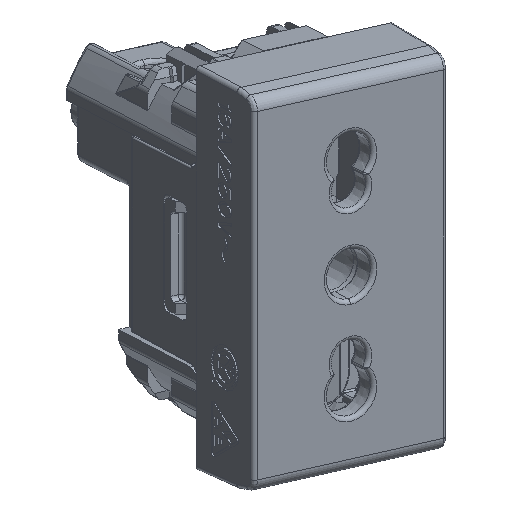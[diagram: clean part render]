
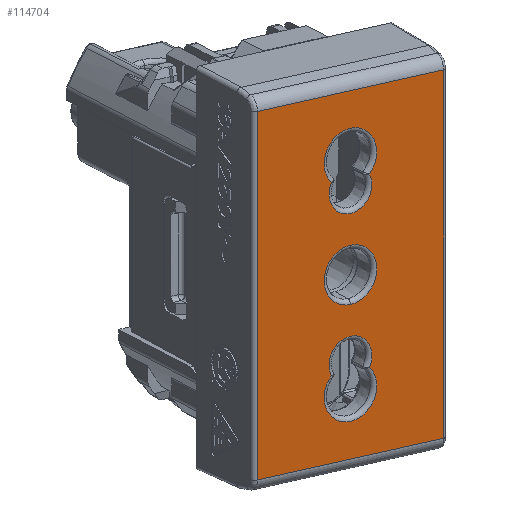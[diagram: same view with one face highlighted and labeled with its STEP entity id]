
A CAD part, top view. The second image highlights one B-rep face of the part: STEP entity #114704.
In plain terms, the highlighted face is planar.
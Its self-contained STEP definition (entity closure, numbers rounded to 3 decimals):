
#114361=CARTESIAN_POINT('Vertex',(20.466,11.638,10.5)) ;
#114368=CARTESIAN_POINT('Vertex',(-20.466,11.638,10.5)) ;
#114371=CARTESIAN_POINT('Line Origine',(0.,11.638,10.5)) ;
#114620=CARTESIAN_POINT('Axis2P3D Location',(22.45,0.,10.5)) ;
#114625=CARTESIAN_POINT('Line Origine',(-20.466,0.,10.5)) ;
#114629=CARTESIAN_POINT('Vertex',(-20.466,-11.638,10.5)) ;
#114632=CARTESIAN_POINT('Line Origine',(0.,-11.638,10.5)) ;
#114636=CARTESIAN_POINT('Vertex',(20.466,-11.638,10.5)) ;
#114639=CARTESIAN_POINT('Line Origine',(20.466,0.,10.5)) ;
#114650=CARTESIAN_POINT('Axis2P3D Location',(0.,0.,10.5)) ;
#114654=CARTESIAN_POINT('Vertex',(3.292,0.,10.5)) ;
#114656=CARTESIAN_POINT('Vertex',(-3.292,0.,10.5)) ;
#114659=CARTESIAN_POINT('Axis2P3D Location',(0.,0.,10.5)) ;
#114668=CARTESIAN_POINT('Axis2P3D Location',(-9.5,0.,10.5)) ;
#114672=CARTESIAN_POINT('Vertex',(-10.739,2.38,10.5)) ;
#114674=CARTESIAN_POINT('Vertex',(-10.739,-2.38,10.5)) ;
#114677=CARTESIAN_POINT('Axis2P3D Location',(-13.,0.,10.5)) ;
#114686=CARTESIAN_POINT('Axis2P3D Location',(9.5,0.,10.5)) ;
#114690=CARTESIAN_POINT('Vertex',(10.739,-2.38,10.5)) ;
#114692=CARTESIAN_POINT('Vertex',(10.739,2.38,10.5)) ;
#114695=CARTESIAN_POINT('Axis2P3D Location',(13.,0.,10.5)) ;
#114372=DIRECTION('Vector Direction',(-1.,0.,0.)) ;
#114621=DIRECTION('Axis2P3D Direction',(0.,0.,-1.)) ;
#114622=DIRECTION('Axis2P3D XDirection',(-1.,0.,0.)) ;
#114626=DIRECTION('Vector Direction',(0.,-1.,0.)) ;
#114633=DIRECTION('Vector Direction',(-1.,0.,0.)) ;
#114640=DIRECTION('Vector Direction',(0.,-1.,0.)) ;
#114651=DIRECTION('Axis2P3D Direction',(0.,0.,-1.)) ;
#114660=DIRECTION('Axis2P3D Direction',(0.,0.,-1.)) ;
#114669=DIRECTION('Axis2P3D Direction',(0.,0.,-1.)) ;
#114678=DIRECTION('Axis2P3D Direction',(0.,0.,-1.)) ;
#114687=DIRECTION('Axis2P3D Direction',(0.,0.,-1.)) ;
#114696=DIRECTION('Axis2P3D Direction',(0.,0.,-1.)) ;
#114623=AXIS2_PLACEMENT_3D('Plane Axis2P3D',#114620,#114621,#114622) ;
#114652=AXIS2_PLACEMENT_3D('Circle Axis2P3D',#114650,#114651,$) ;
#114661=AXIS2_PLACEMENT_3D('Circle Axis2P3D',#114659,#114660,$) ;
#114670=AXIS2_PLACEMENT_3D('Circle Axis2P3D',#114668,#114669,$) ;
#114679=AXIS2_PLACEMENT_3D('Circle Axis2P3D',#114677,#114678,$) ;
#114688=AXIS2_PLACEMENT_3D('Circle Axis2P3D',#114686,#114687,$) ;
#114697=AXIS2_PLACEMENT_3D('Circle Axis2P3D',#114695,#114696,$) ;
#114645=ORIENTED_EDGE('',*,*,#114375,.T.) ;
#114646=ORIENTED_EDGE('',*,*,#114631,.T.) ;
#114647=ORIENTED_EDGE('',*,*,#114638,.T.) ;
#114648=ORIENTED_EDGE('',*,*,#114643,.F.) ;
#114665=ORIENTED_EDGE('',*,*,#114658,.T.) ;
#114666=ORIENTED_EDGE('',*,*,#114663,.T.) ;
#114683=ORIENTED_EDGE('',*,*,#114676,.T.) ;
#114684=ORIENTED_EDGE('',*,*,#114681,.T.) ;
#114701=ORIENTED_EDGE('',*,*,#114694,.T.) ;
#114702=ORIENTED_EDGE('',*,*,#114699,.T.) ;
#114667=FACE_BOUND('',#114664,.T.) ;
#114685=FACE_BOUND('',#114682,.T.) ;
#114703=FACE_BOUND('',#114700,.T.) ;
#114373=VECTOR('Line Direction',#114372,1.) ;
#114627=VECTOR('Line Direction',#114626,1.) ;
#114634=VECTOR('Line Direction',#114633,1.) ;
#114641=VECTOR('Line Direction',#114640,1.) ;
#114704=ADVANCED_FACE('PartBody',(#114649,#114667,#114685,#114703),#114624,.F.) ;
#114653=CIRCLE('generated circle',#114652,3.292) ;
#114662=CIRCLE('generated circle',#114661,3.292) ;
#114671=CIRCLE('generated circle',#114670,2.683) ;
#114680=CIRCLE('generated circle',#114679,3.283) ;
#114689=CIRCLE('generated circle',#114688,2.683) ;
#114698=CIRCLE('generated circle',#114697,3.283) ;
#114375=EDGE_CURVE('',#114362,#114369,#114374,.T.) ;
#114631=EDGE_CURVE('',#114369,#114630,#114628,.T.) ;
#114638=EDGE_CURVE('',#114630,#114637,#114635,.F.) ;
#114643=EDGE_CURVE('',#114362,#114637,#114642,.T.) ;
#114658=EDGE_CURVE('',#114655,#114657,#114653,.T.) ;
#114663=EDGE_CURVE('',#114657,#114655,#114662,.T.) ;
#114676=EDGE_CURVE('',#114673,#114675,#114671,.T.) ;
#114681=EDGE_CURVE('',#114675,#114673,#114680,.T.) ;
#114694=EDGE_CURVE('',#114691,#114693,#114689,.T.) ;
#114699=EDGE_CURVE('',#114693,#114691,#114698,.T.) ;
#114644=EDGE_LOOP('',(#114645,#114646,#114647,#114648)) ;
#114664=EDGE_LOOP('',(#114665,#114666)) ;
#114682=EDGE_LOOP('',(#114683,#114684)) ;
#114700=EDGE_LOOP('',(#114701,#114702)) ;
#114649=FACE_OUTER_BOUND('',#114644,.T.) ;
#114374=LINE('Line',#114371,#114373) ;
#114628=LINE('Line',#114625,#114627) ;
#114635=LINE('Line',#114632,#114634) ;
#114642=LINE('Line',#114639,#114641) ;
#114624=PLANE('',#114623) ;
#114362=VERTEX_POINT('',#114361) ;
#114369=VERTEX_POINT('',#114368) ;
#114630=VERTEX_POINT('',#114629) ;
#114637=VERTEX_POINT('',#114636) ;
#114655=VERTEX_POINT('',#114654) ;
#114657=VERTEX_POINT('',#114656) ;
#114673=VERTEX_POINT('',#114672) ;
#114675=VERTEX_POINT('',#114674) ;
#114691=VERTEX_POINT('',#114690) ;
#114693=VERTEX_POINT('',#114692) ;
